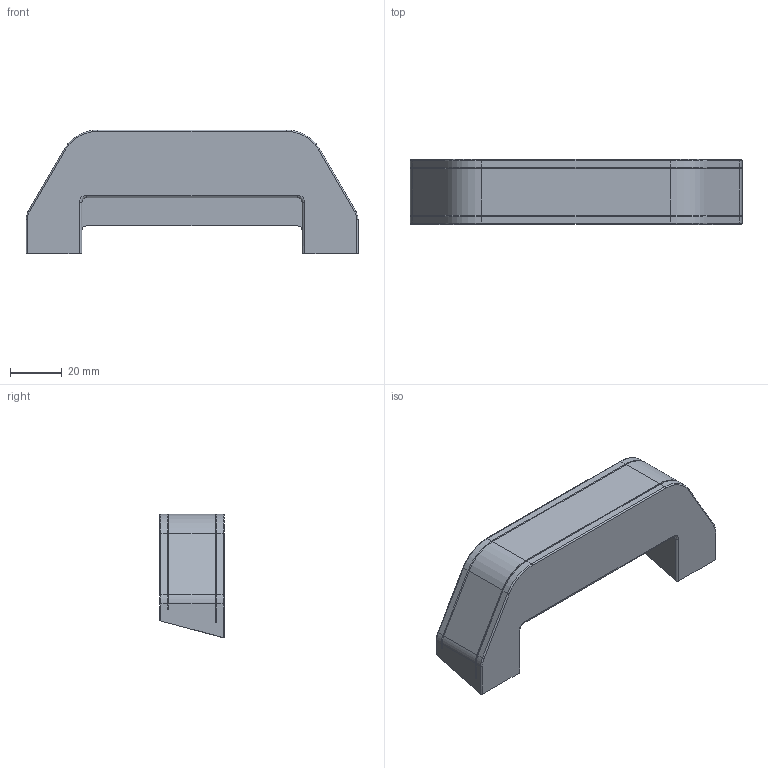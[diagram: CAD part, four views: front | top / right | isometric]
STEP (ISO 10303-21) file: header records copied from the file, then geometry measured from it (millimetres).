
FILE_DESCRIPTION( ( 'Unknown' ), '1' );
FILE_NAME( '7320020_MFA110.stp', 'Unknown', ( 'Unknown' ), ( 'Unknown' ), 'PSStep 11.0', 'Unknown', ' ' );
FILE_SCHEMA( ( 'AUTOMOTIVE_DESIGN { 1 0 10303 214 1 1 1 1 }' ) );
Length unit declared in the file: millimetre
Products named in the file (1): 7320020_MFA110
Bounding box: 128 x 25 x 47.78 mm (x, y, z)
Volume: 72772.2 mm3; surface area: 22088 mm2
Topology: 1 solids, 1 shells, 108 faces, 264 edges, 162 vertices
Faces by surface type: cylinder 48, plane 40, torus 20
Full cylindrical faces by diameter (mm): 6.5 x2
Entity records: 4040 total; most frequent: DIRECTION 590, CARTESIAN_POINT 543, ORIENTED_EDGE 524, EDGE_CURVE 262, AXIS2_PLACEMENT_3D 221, VERTEX_POINT 162, LINE 148, VECTOR 148
